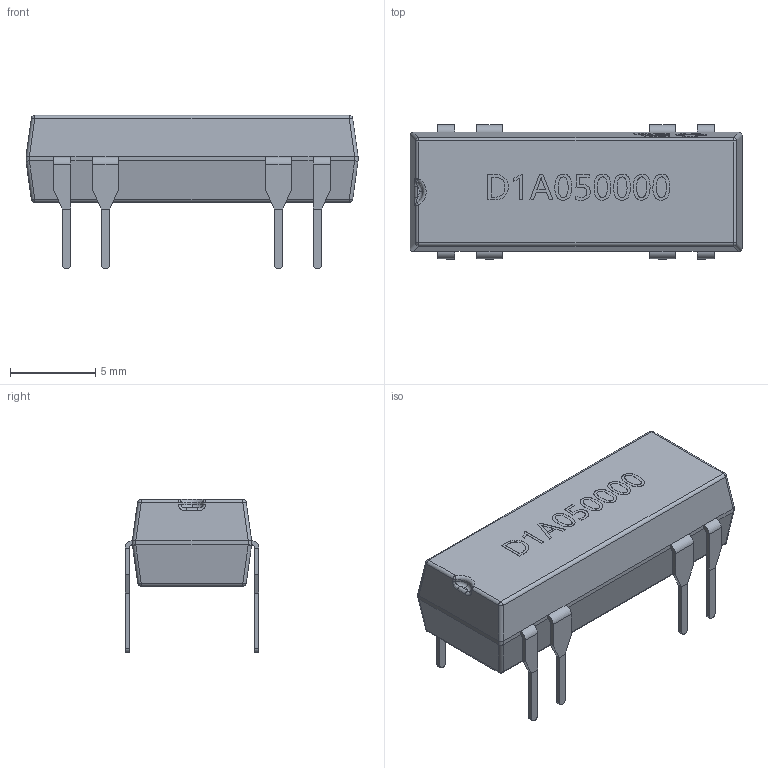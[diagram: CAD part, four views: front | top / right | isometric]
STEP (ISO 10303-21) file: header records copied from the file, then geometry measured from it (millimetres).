
FILE_DESCRIPTION (( 'STEP AP214' ), '1' );
FILE_NAME ('RELAY-TH_D1A050000.step', '2022-07-09T13:05:33', ( '' ), ( '' ), 'SwSTEP 2.0', 'SolidWorks 2020', '' );
FILE_SCHEMA (( 'AUTOMOTIVE_DESIGN' ));
Length unit declared in the file: millimetre
Products named in the file (1): RELAY-TH_D1A050000
Bounding box: 19.5 x 7.87 x 9 mm (x, y, z)
Volume: 662.5 mm3; surface area: 605.5 mm2
Topology: 1 solids, 1 shells, 560 faces, 1437 edges, 921 vertices
Faces by surface type: plane 320, bspline 179, cylinder 48, sphere 10, torus 3
Entity records: 27769 total; most frequent: CARTESIAN_POINT 9224, ORIENTED_EDGE 2874, DIRECTION 1937, EDGE_CURVE 1437, LINE 961, VECTOR 961, VERTEX_POINT 921, EDGE_LOOP 602
